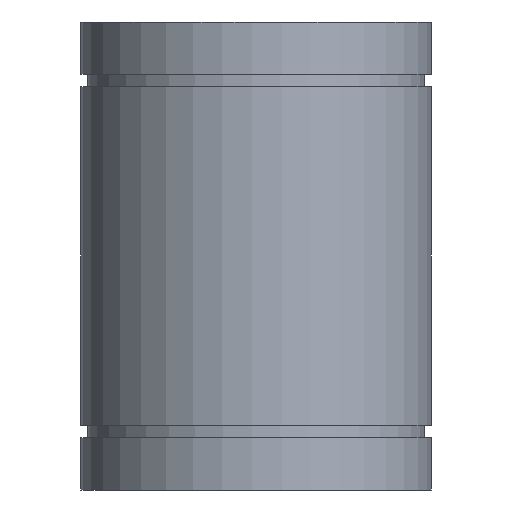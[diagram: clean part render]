
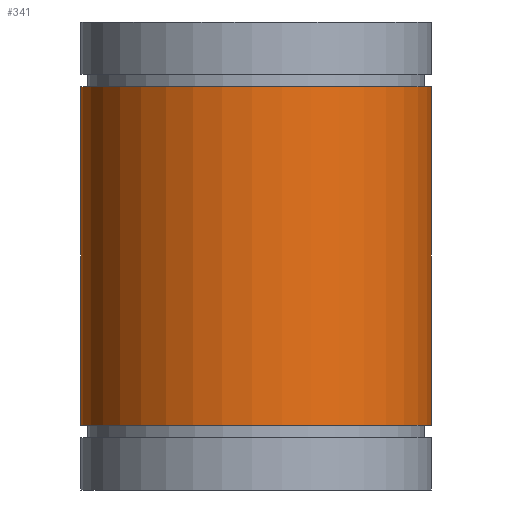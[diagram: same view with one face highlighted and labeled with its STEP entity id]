
A CAD part, left-side view. The second image highlights one B-rep face of the part: STEP entity #341.
In plain terms, the highlighted cylindrical face has radius 37.5 mm (diameter 75 mm), a partial arc.
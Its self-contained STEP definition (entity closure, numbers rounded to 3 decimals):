
#63 = FACE_OUTER_BOUND ( 'NONE', #165, .T. ) ;
#69 = CYLINDRICAL_SURFACE ( 'NONE', #391, 37.5 ) ;
#75 = ORIENTED_EDGE ( 'NONE', *, *, #353, .T. ) ;
#101 = ORIENTED_EDGE ( 'NONE', *, *, #909, .T. ) ;
#102 = ORIENTED_EDGE ( 'NONE', *, *, #906, .T. ) ;
#121 = LINE ( 'NONE', #640, #198 ) ;
#165 = EDGE_LOOP ( 'NONE', ( #102, #101, #201, #75 ) ) ;
#198 = VECTOR ( 'NONE', #647, 1000. ) ;
#201 = ORIENTED_EDGE ( 'NONE', *, *, #362, .F. ) ;
#234 = CIRCLE ( 'NONE', #459, 37.5 ) ;
#249 = VECTOR ( 'NONE', #838, 1000. ) ;
#253 = LINE ( 'NONE', #837, #249 ) ;
#291 = CIRCLE ( 'NONE', #413, 37.5 ) ;
#341 = ADVANCED_FACE ( 'NONE', ( #63 ), #69, .T. ) ;
#353 = EDGE_CURVE ( 'NONE', #497, #511, #121, .T. ) ;
#362 = EDGE_CURVE ( 'NONE', #497, #517, #291, .T. ) ;
#391 = AXIS2_PLACEMENT_3D ( 'NONE', #581, #580, #579 ) ;
#413 = AXIS2_PLACEMENT_3D ( 'NONE', #667, #668, #669 ) ;
#459 = AXIS2_PLACEMENT_3D ( 'NONE', #829, #830, #831 ) ;
#497 = VERTEX_POINT ( 'NONE', #692 ) ;
#509 = VERTEX_POINT ( 'NONE', #717 ) ;
#511 = VERTEX_POINT ( 'NONE', #719 ) ;
#517 = VERTEX_POINT ( 'NONE', #725 ) ;
#579 = DIRECTION ( 'NONE',  ( 1., 0., 0. ) ) ;
#580 = DIRECTION ( 'NONE',  ( 0., 0., 1. ) ) ;
#581 = CARTESIAN_POINT ( 'NONE',  ( 0., 0., 0. ) ) ;
#640 = CARTESIAN_POINT ( 'NONE',  ( 1.965, -37.448, 0. ) ) ;
#647 = DIRECTION ( 'NONE',  ( 0., 0., -1. ) ) ;
#667 = CARTESIAN_POINT ( 'NONE',  ( 0., 0., -13.85 ) ) ;
#668 = DIRECTION ( 'NONE',  ( 0., 0., 1. ) ) ;
#669 = DIRECTION ( 'NONE',  ( 1., 0., 0. ) ) ;
#692 = CARTESIAN_POINT ( 'NONE',  ( 1.965, -37.448, -13.85 ) ) ;
#717 = CARTESIAN_POINT ( 'NONE',  ( -1.965, -37.448, -86.15 ) ) ;
#719 = CARTESIAN_POINT ( 'NONE',  ( 1.965, -37.448, -86.15 ) ) ;
#725 = CARTESIAN_POINT ( 'NONE',  ( -1.965, -37.448, -13.85 ) ) ;
#829 = CARTESIAN_POINT ( 'NONE',  ( 0., 0., -86.15 ) ) ;
#830 = DIRECTION ( 'NONE',  ( 0., 0., 1. ) ) ;
#831 = DIRECTION ( 'NONE',  ( 1., 0., 0. ) ) ;
#837 = CARTESIAN_POINT ( 'NONE',  ( -1.965, -37.448, 0. ) ) ;
#838 = DIRECTION ( 'NONE',  ( 0., 0., 1. ) ) ;
#906 = EDGE_CURVE ( 'NONE', #511, #509, #234, .T. ) ;
#909 = EDGE_CURVE ( 'NONE', #509, #517, #253, .T. ) ;
